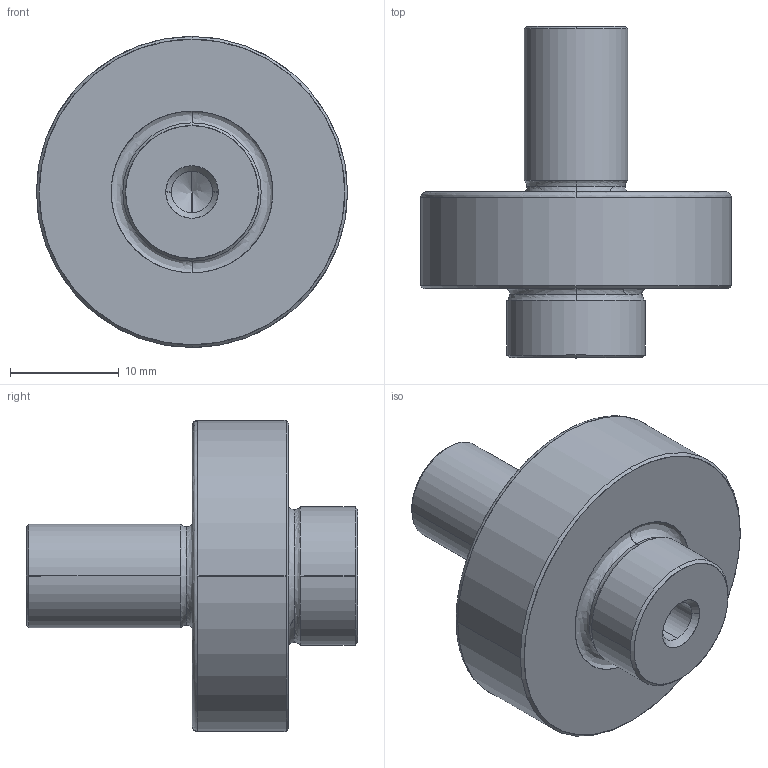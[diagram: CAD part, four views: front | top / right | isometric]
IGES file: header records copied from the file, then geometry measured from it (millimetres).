
Start section: SolidWorks IGES file using analytic representation for surfaces
Global section: file name: FC-112-EP-CPM Rev01.IGS; native system: SolidWorks 2013; preprocessor: SolidWorks 2013; author: Brando; date: 140516.195104; units: inch
Bounding box: 28.57 x 30.48 x 28.57 mm (x, y, z)
Surface area: 2887.7 mm2 (no closed solid volume)
Topology: 0 solids, 0 shells, 32 faces, 412 edges, 410 vertices
Faces by surface type: revolution 18, bspline 14
